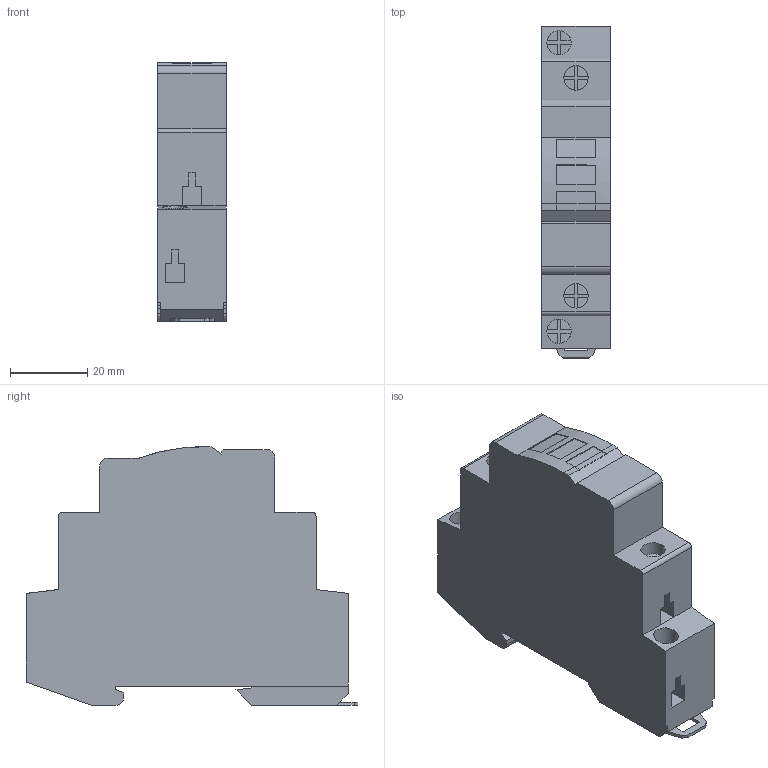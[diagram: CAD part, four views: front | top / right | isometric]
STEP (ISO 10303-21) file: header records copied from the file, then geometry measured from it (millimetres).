
FILE_DESCRIPTION (( 'STEP AP203' ), '1' );
FILE_NAME ('Èíäèêàòîð ôàç ËÑÔ-47 òèï 2 EKF PROxima (mdla-47-3f-2-pro).STEP', '2021-12-20T08:56:37', ( '' ), ( '' ), 'SwSTEP 2.0', 'SolidWorks 2021', '' );
FILE_SCHEMA (( 'CONFIG_CONTROL_DESIGN' ));
Length unit declared in the file: millimetre
Products named in the file (1): Èíäèêàòîð ôàç ËÑÔ-47 òèï 2 EKF PROxima (mdla-47-3f-2-pro)
Bounding box: 17.8 x 86 x 67.03 mm (x, y, z)
Volume: 75025.7 mm3; surface area: 15553.9 mm2
Topology: 1 solids, 1 shells, 221 faces, 572 edges, 360 vertices
Faces by surface type: plane 190, cylinder 20, bspline 11
Entity records: 6721 total; most frequent: CARTESIAN_POINT 1335, ORIENTED_EDGE 1144, DIRECTION 1018, EDGE_CURVE 572, VECTOR 464, LINE 464, VERTEX_POINT 360, AXIS2_PLACEMENT_3D 277
